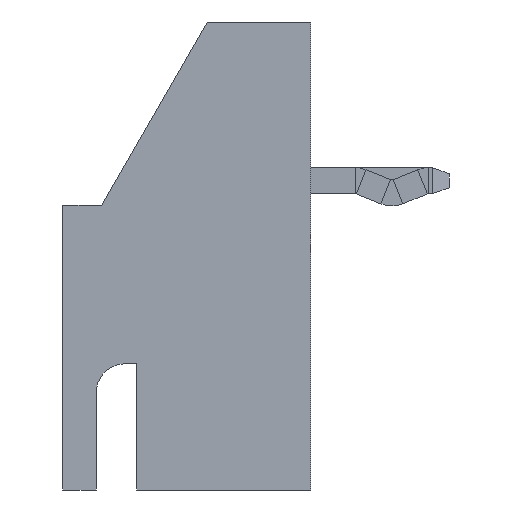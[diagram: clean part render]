
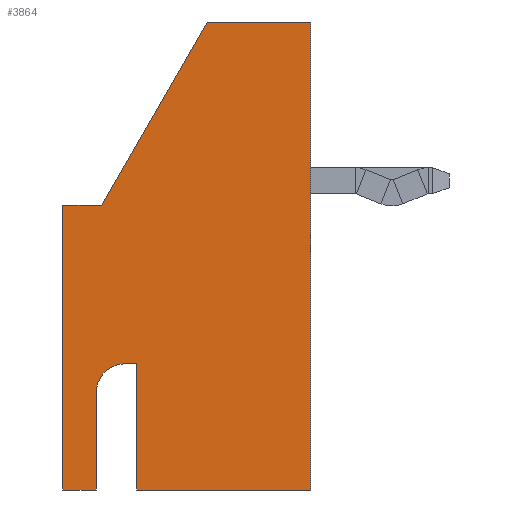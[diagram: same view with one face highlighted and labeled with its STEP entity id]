
A CAD part, left-side view. The second image highlights one B-rep face of the part: STEP entity #3864.
In plain terms, the highlighted face is planar.
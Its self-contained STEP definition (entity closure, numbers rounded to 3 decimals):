
#68 = DIRECTION ( 'NONE',  ( 0., -1., 0. ) ) ;
#76 = VERTEX_POINT ( 'NONE', #4234 ) ;
#170 = CARTESIAN_POINT ( 'NONE',  ( 6.2, 0., 0. ) ) ;
#207 = AXIS2_PLACEMENT_3D ( 'NONE', #1567, #2285, #3605 ) ;
#226 = DIRECTION ( 'NONE',  ( 0., 1., 0. ) ) ;
#387 = CARTESIAN_POINT ( 'NONE',  ( 6.2, 4.275, 0. ) ) ;
#397 = CARTESIAN_POINT ( 'NONE',  ( 6.2, 5.275, 0. ) ) ;
#555 = EDGE_CURVE ( 'NONE', #3560, #2125, #1480, .T. ) ;
#636 = EDGE_CURVE ( 'NONE', #1155, #3265, #3651, .T. ) ;
#705 = CARTESIAN_POINT ( 'NONE',  ( 6.2, 4.275, -3.1 ) ) ;
#733 = VECTOR ( 'NONE', #226, 1000. ) ;
#890 = VECTOR ( 'NONE', #945, 1000. ) ;
#898 = ORIENTED_EDGE ( 'NONE', *, *, #2554, .T. ) ;
#945 = DIRECTION ( 'NONE',  ( 0., 0., 1. ) ) ;
#1056 = EDGE_CURVE ( 'NONE', #3167, #3028, #1142, .T. ) ;
#1058 = CARTESIAN_POINT ( 'NONE',  ( 6.2, 0., -11.5 ) ) ;
#1095 = CARTESIAN_POINT ( 'NONE',  ( 6.2, 0., 0. ) ) ;
#1122 = CARTESIAN_POINT ( 'NONE',  ( 6.2, 5.275, -2.4 ) ) ;
#1142 = LINE ( 'NONE', #1095, #2560 ) ;
#1152 = CARTESIAN_POINT ( 'NONE',  ( 6.2, 0., 0. ) ) ;
#1155 = VERTEX_POINT ( 'NONE', #387 ) ;
#1173 = CIRCLE ( 'NONE', #207, 0.7 ) ;
#1187 = ORIENTED_EDGE ( 'NONE', *, *, #555, .F. ) ;
#1350 = ORIENTED_EDGE ( 'NONE', *, *, #1056, .T. ) ;
#1359 = ORIENTED_EDGE ( 'NONE', *, *, #636, .T. ) ;
#1433 = ORIENTED_EDGE ( 'NONE', *, *, #1707, .T. ) ;
#1437 = ORIENTED_EDGE ( 'NONE', *, *, #3310, .T. ) ;
#1480 = LINE ( 'NONE', #3287, #733 ) ;
#1503 = LINE ( 'NONE', #3275, #4050 ) ;
#1557 = LINE ( 'NONE', #2124, #3562 ) ;
#1567 = CARTESIAN_POINT ( 'NONE',  ( 6.2, 4.575, -2.4 ) ) ;
#1597 = VECTOR ( 'NONE', #2286, 1000. ) ;
#1707 = EDGE_CURVE ( 'NONE', #3265, #2756, #4054, .T. ) ;
#1719 = FACE_OUTER_BOUND ( 'NONE', #3218, .T. ) ;
#1831 = EDGE_CURVE ( 'NONE', #1155, #3560, #1503, .T. ) ;
#2086 = LINE ( 'NONE', #2119, #4191 ) ;
#2119 = CARTESIAN_POINT ( 'NONE',  ( 6.2, 0., -11.5 ) ) ;
#2124 = CARTESIAN_POINT ( 'NONE',  ( 6.2, 2.55, -11.5 ) ) ;
#2125 = VERTEX_POINT ( 'NONE', #3543 ) ;
#2139 = VERTEX_POINT ( 'NONE', #1122 ) ;
#2230 = DIRECTION ( 'NONE',  ( -1., 0., 0. ) ) ;
#2285 = DIRECTION ( 'NONE',  ( 1., 0., 0. ) ) ;
#2286 = DIRECTION ( 'NONE',  ( 0., -1., 0. ) ) ;
#2314 = EDGE_CURVE ( 'NONE', #2756, #4088, #2086, .T. ) ;
#2386 = EDGE_CURVE ( 'NONE', #2125, #2139, #1173, .T. ) ;
#2432 = VECTOR ( 'NONE', #3437, 1000. ) ;
#2554 = EDGE_CURVE ( 'NONE', #2728, #76, #2863, .T. ) ;
#2560 = VECTOR ( 'NONE', #68, 1000. ) ;
#2603 = ORIENTED_EDGE ( 'NONE', *, *, #4340, .F. ) ;
#2663 = DIRECTION ( 'NONE',  ( 0., 1., 0. ) ) ;
#2705 = VECTOR ( 'NONE', #2663, 1000. ) ;
#2728 = VERTEX_POINT ( 'NONE', #3162 ) ;
#2756 = VERTEX_POINT ( 'NONE', #1058 ) ;
#2791 = CARTESIAN_POINT ( 'NONE',  ( 6.2, 2.55, -11.5 ) ) ;
#2863 = LINE ( 'NONE', #3058, #2705 ) ;
#2877 = ORIENTED_EDGE ( 'NONE', *, *, #4278, .T. ) ;
#2984 = PLANE ( 'NONE',  #3840 ) ;
#3028 = VERTEX_POINT ( 'NONE', #4026 ) ;
#3056 = ORIENTED_EDGE ( 'NONE', *, *, #2386, .F. ) ;
#3058 = CARTESIAN_POINT ( 'NONE',  ( 6.2, 0., -7. ) ) ;
#3104 = VECTOR ( 'NONE', #3499, 1000. ) ;
#3162 = CARTESIAN_POINT ( 'NONE',  ( 6.2, 5.148, -7. ) ) ;
#3167 = VERTEX_POINT ( 'NONE', #3320 ) ;
#3187 = DIRECTION ( 'NONE',  ( 0., 0.5, 0.866 ) ) ;
#3218 = EDGE_LOOP ( 'NONE', ( #1350, #2603, #3056, #1187, #3531, #1359, #1433, #3998, #2877, #898, #1437 ) ) ;
#3265 = VERTEX_POINT ( 'NONE', #3725 ) ;
#3275 = CARTESIAN_POINT ( 'NONE',  ( 6.2, 4.275, -3.1 ) ) ;
#3287 = CARTESIAN_POINT ( 'NONE',  ( 6.2, 4.575, -3.1 ) ) ;
#3310 = EDGE_CURVE ( 'NONE', #76, #3167, #4354, .T. ) ;
#3320 = CARTESIAN_POINT ( 'NONE',  ( 6.2, 6.1, 0. ) ) ;
#3437 = DIRECTION ( 'NONE',  ( 0., 0., -1. ) ) ;
#3499 = DIRECTION ( 'NONE',  ( 0., 0., 1. ) ) ;
#3531 = ORIENTED_EDGE ( 'NONE', *, *, #1831, .F. ) ;
#3543 = CARTESIAN_POINT ( 'NONE',  ( 6.2, 4.575, -3.1 ) ) ;
#3560 = VERTEX_POINT ( 'NONE', #705 ) ;
#3562 = VECTOR ( 'NONE', #3187, 1000. ) ;
#3605 = DIRECTION ( 'NONE',  ( 0., 0., -1. ) ) ;
#3651 = LINE ( 'NONE', #4042, #1597 ) ;
#3688 = CARTESIAN_POINT ( 'NONE',  ( 6.2, 6.1, 0. ) ) ;
#3725 = CARTESIAN_POINT ( 'NONE',  ( 6.2, 0., 0. ) ) ;
#3805 = DIRECTION ( 'NONE',  ( 0., 1., 0. ) ) ;
#3840 = AXIS2_PLACEMENT_3D ( 'NONE', #170, #2230, #3985 ) ;
#3864 = ADVANCED_FACE ( 'NONE', ( #1719 ), #2984, .F. ) ;
#3889 = LINE ( 'NONE', #397, #3104 ) ;
#3985 = DIRECTION ( 'NONE',  ( 0., 0., 1. ) ) ;
#3998 = ORIENTED_EDGE ( 'NONE', *, *, #2314, .T. ) ;
#4026 = CARTESIAN_POINT ( 'NONE',  ( 6.2, 5.275, 0. ) ) ;
#4042 = CARTESIAN_POINT ( 'NONE',  ( 6.2, 0., 0. ) ) ;
#4050 = VECTOR ( 'NONE', #4317, 1000. ) ;
#4054 = LINE ( 'NONE', #1152, #2432 ) ;
#4088 = VERTEX_POINT ( 'NONE', #2791 ) ;
#4191 = VECTOR ( 'NONE', #3805, 1000. ) ;
#4234 = CARTESIAN_POINT ( 'NONE',  ( 6.2, 6.1, -7. ) ) ;
#4278 = EDGE_CURVE ( 'NONE', #4088, #2728, #1557, .T. ) ;
#4317 = DIRECTION ( 'NONE',  ( 0., 0., -1. ) ) ;
#4340 = EDGE_CURVE ( 'NONE', #2139, #3028, #3889, .T. ) ;
#4354 = LINE ( 'NONE', #3688, #890 ) ;
